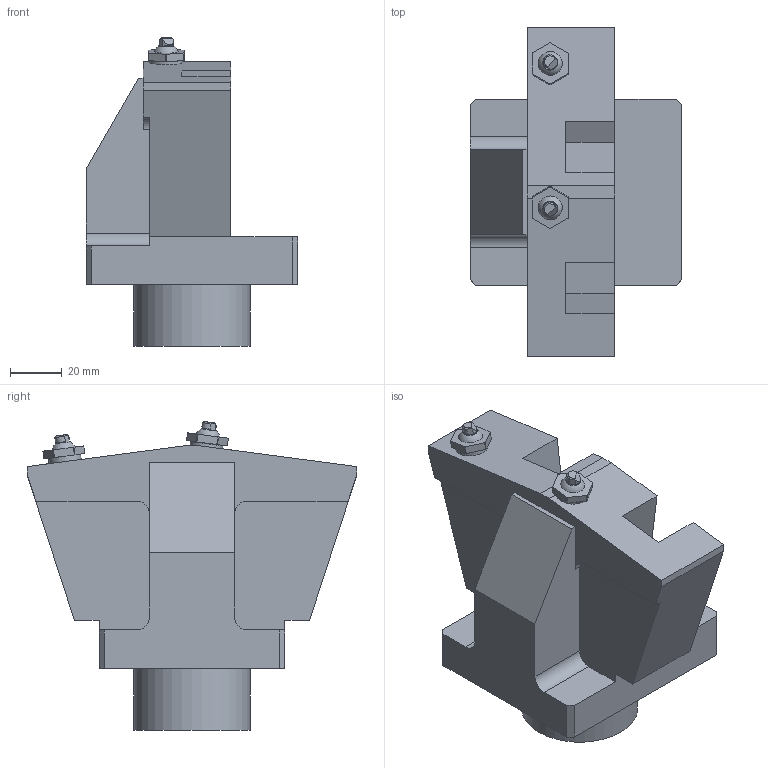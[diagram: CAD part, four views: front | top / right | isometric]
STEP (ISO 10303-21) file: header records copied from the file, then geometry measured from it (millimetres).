
FILE_DESCRIPTION(/* description */ (''),/* implementation_level */ '2;1');
FILE_NAME(/* name */ 'W7040126_stp.stp',/* time_stamp */ '2016-04-29T13:39:14+02:00',/* author */ (''),/* organization */ (''),/* preprocessor_version */ 'ST-DEVELOPER v15',/* originating_system */ 'SIEMENS PLM Software NX 9.0',/* authorisation */ '');
FILE_SCHEMA (('AUTOMOTIVE_DESIGN { 1 0 10303 214 3 1 1 1 }'));
Length unit declared in the file: millimetre
Products named in the file (1): reic24A06115dqgn
Bounding box: 82 x 128 x 119.86 mm (x, y, z)
Volume: 367334.6 mm3; surface area: 49016.4 mm2
Topology: 1 solids, 1 shells, 108 faces, 301 edges, 201 vertices
Faces by surface type: plane 74, cylinder 23, torus 6, cone 3, sphere 2
Full cylindrical faces by diameter (mm): 12.6 x1, 12.73 x1, 45 x1
Entity records: 3544 total; most frequent: CARTESIAN_POINT 749, ORIENTED_EDGE 580, DIRECTION 566, EDGE_CURVE 290, VERTEX_POINT 196, LINE 196, VECTOR 196, AXIS2_PLACEMENT_3D 185
